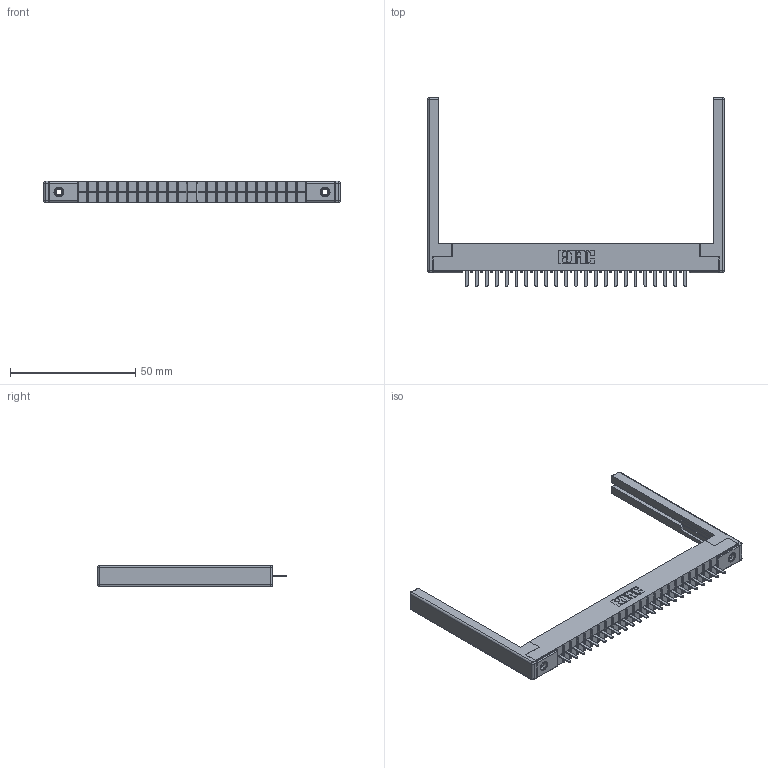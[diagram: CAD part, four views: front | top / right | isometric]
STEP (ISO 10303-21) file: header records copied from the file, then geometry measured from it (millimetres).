
FILE_DESCRIPTION (( 'STEP AP203' ), '1' );
FILE_NAME ('306-023-420-168.STEP', '2020-09-21T21:50:57', ( '' ), ( '' ), 'SwSTEP 2.0', 'SolidWorks 2020', '' );
FILE_SCHEMA (( 'CONFIG_CONTROL_DESIGN' ));
Length unit declared in the file: inch
Products named in the file (5): 306 Part_.156 Dia; 306-290-001_120; 306-023-420-168; 307-220-068; 345-250-001_345-250-001-102
Assembly tree (28 placements, depth 2):
  306-023-420-168
    306 Part_.156 Dia
    306-290-001_120  x23
    345-250-001_345-250-001-102  x2
    307-220-068  x2
Bounding box: 118.57 x 75.41 x 8.71 mm (x, y, z)
Volume: 12661.1 mm3; surface area: 16150.8 mm2
Topology: 28 solids, 28 shells, 1880 faces, 5237 edges, 3346 vertices
Faces by surface type: plane 1237, cylinder 527, sphere 100, cone 12, torus 4
Entity records: 26625 total; most frequent: CARTESIAN_POINT 4433, DIRECTION 4386, ORIENTED_EDGE 4384, EDGE_CURVE 2192, LINE 1700, VECTOR 1700, VERTEX_POINT 1390, AXIS2_PLACEMENT_3D 1343
